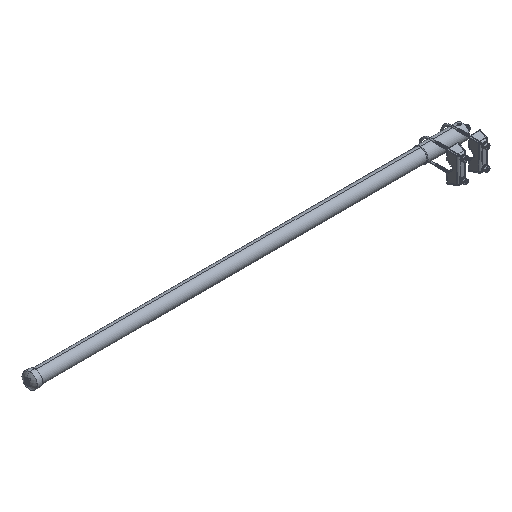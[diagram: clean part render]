
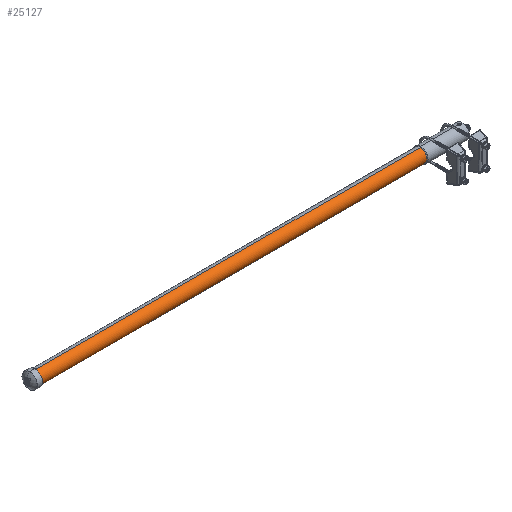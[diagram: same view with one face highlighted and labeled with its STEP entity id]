
A CAD part, isometric view. The second image highlights one B-rep face of the part: STEP entity #25127.
In plain terms, the highlighted cylindrical face has radius 19.304 mm (diameter 38.608 mm), a partial arc.
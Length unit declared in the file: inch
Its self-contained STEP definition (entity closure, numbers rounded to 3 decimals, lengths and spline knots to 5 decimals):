
#669 = CARTESIAN_POINT ( 'NONE',  ( -4.78709, 0., -0.76 ) ) ;
#5027 = AXIS2_PLACEMENT_3D ( 'NONE', #37271, #37273, #37290 ) ;
#5733 = AXIS2_PLACEMENT_3D ( 'NONE', #52913, #52915, #52917 ) ;
#5741 = AXIS2_PLACEMENT_3D ( 'NONE', #52966, #52968, #52970 ) ;
#9555 = VERTEX_POINT ( 'NONE', #669 ) ;
#12004 = FACE_OUTER_BOUND ( 'NONE', #27655, .T. ) ;
#12010 = CYLINDRICAL_SURFACE ( 'NONE', #5027, 0.76 ) ;
#18252 = ORIENTED_EDGE ( 'NONE', *, *, #40625, .F. ) ;
#18253 = ORIENTED_EDGE ( 'NONE', *, *, #40619, .T. ) ;
#18255 = ORIENTED_EDGE ( 'NONE', *, *, #40725, .T. ) ;
#18257 = ORIENTED_EDGE ( 'NONE', *, *, #40628, .F. ) ;
#25127 = ADVANCED_FACE ( 'NONE', ( #12004 ), #12010, .T. ) ;
#26982 = VERTEX_POINT ( 'NONE', #38314 ) ;
#27655 = EDGE_LOOP ( 'NONE', ( #18252, #18253, #18255, #18257 ) ) ;
#28178 = VERTEX_POINT ( 'NONE', #38410 ) ;
#37271 = CARTESIAN_POINT ( 'NONE',  ( -49.875, 0., 0. ) ) ;
#37273 = DIRECTION ( 'NONE',  ( 1., 0., 0. ) ) ;
#37290 = DIRECTION ( 'NONE',  ( 0., 0., -1. ) ) ;
#38314 = CARTESIAN_POINT ( 'NONE',  ( -4.78709, 0., 0.76 ) ) ;
#38410 = CARTESIAN_POINT ( 'NONE',  ( -48.87462, 0., 0.76 ) ) ;
#40619 = EDGE_CURVE ( 'NONE', #28178, #54736, #51155, .T. ) ;
#40625 = EDGE_CURVE ( 'NONE', #28178, #26982, #51160, .T. ) ;
#40628 = EDGE_CURVE ( 'NONE', #26982, #9555, #51165, .T. ) ;
#40725 = EDGE_CURVE ( 'NONE', #54736, #9555, #51317, .T. ) ;
#49308 = CARTESIAN_POINT ( 'NONE',  ( -48.87462, 0., -0.76 ) ) ;
#51155 = CIRCLE ( 'NONE', #5733, 0.76 ) ;
#51160 = LINE ( 'NONE', #52944, #51164 ) ;
#51164 = VECTOR ( 'NONE', #52937, 39.37008 ) ;
#51165 = CIRCLE ( 'NONE', #5741, 0.76 ) ;
#51317 = LINE ( 'NONE', #53431, #51319 ) ;
#51319 = VECTOR ( 'NONE', #53438, 39.37008 ) ;
#52913 = CARTESIAN_POINT ( 'NONE',  ( -48.87462, 0., 0. ) ) ;
#52915 = DIRECTION ( 'NONE',  ( 1., 0., 0. ) ) ;
#52917 = DIRECTION ( 'NONE',  ( 0., 0., -1. ) ) ;
#52937 = DIRECTION ( 'NONE',  ( 1., 0., 0. ) ) ;
#52944 = CARTESIAN_POINT ( 'NONE',  ( -49.875, 0., 0.76 ) ) ;
#52966 = CARTESIAN_POINT ( 'NONE',  ( -4.78709, 0., 0. ) ) ;
#52968 = DIRECTION ( 'NONE',  ( 1., 0., 0. ) ) ;
#52970 = DIRECTION ( 'NONE',  ( 0., 0., -1. ) ) ;
#53431 = CARTESIAN_POINT ( 'NONE',  ( -49.875, 0., -0.76 ) ) ;
#53438 = DIRECTION ( 'NONE',  ( 1., 0., 0. ) ) ;
#54736 = VERTEX_POINT ( 'NONE', #49308 ) ;
